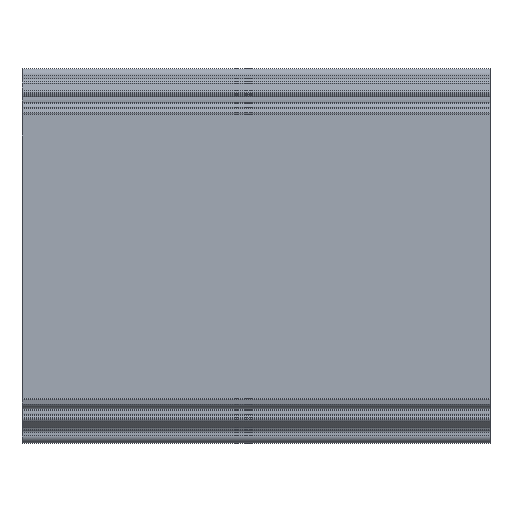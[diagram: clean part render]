
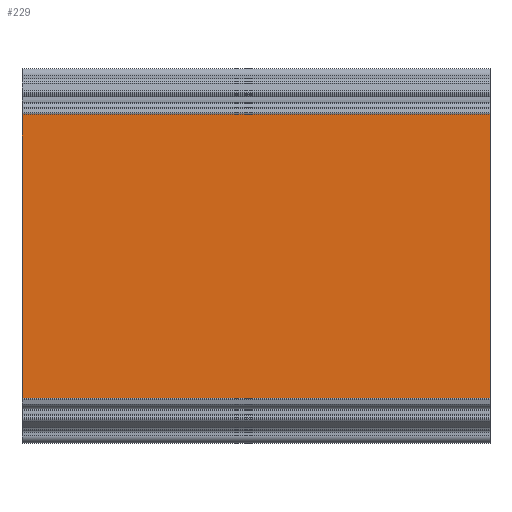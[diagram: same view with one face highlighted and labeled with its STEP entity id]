
A CAD part, top view. The second image highlights one B-rep face of the part: STEP entity #229.
In plain terms, the highlighted planar face has unit normal (0, 0, 1).
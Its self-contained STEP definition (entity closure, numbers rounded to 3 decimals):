
#229=ADVANCED_FACE('',(#496),#497,.F.);
#496=FACE_OUTER_BOUND('',#888,.T.);
#497=PLANE('',#889);
#888=EDGE_LOOP('',(#1630,#1631,#1632,#1633));
#889=AXIS2_PLACEMENT_3D('',#1634,#1635,#1636);
#1630=ORIENTED_EDGE('',*,*,#3103,.F.);
#1631=ORIENTED_EDGE('',*,*,#3104,.F.);
#1632=ORIENTED_EDGE('',*,*,#3105,.F.);
#1633=ORIENTED_EDGE('',*,*,#3101,.T.);
#1634=CARTESIAN_POINT('',(50000.0,0.,-37.7));
#1635=DIRECTION('',(0.0,0.,-1.0));
#1636=DIRECTION('',(0.0,1.0,0.));
#3101=EDGE_CURVE('',#3824,#3822,#3825,.T.);
#3103=EDGE_CURVE('',#3827,#3822,#3828,.T.);
#3104=EDGE_CURVE('',#3829,#3827,#3830,.T.);
#3105=EDGE_CURVE('',#3824,#3829,#3831,.T.);
#3822=VERTEX_POINT('',#4922);
#3824=VERTEX_POINT('',#4924);
#3825=LINE('',#4925,#4926);
#3827=VERTEX_POINT('',#4928);
#3828=LINE('',#4929,#4930);
#3829=VERTEX_POINT('',#4931);
#3830=LINE('',#4932,#4933);
#3831=LINE('',#4934,#4935);
#4922=CARTESIAN_POINT('',(-50.,33.623,-37.7));
#4924=CARTESIAN_POINT('',(50.,33.623,-37.7));
#4925=CARTESIAN_POINT('',(50000.0,33.623,-37.7));
#4926=VECTOR('',#6149,1.0);
#4928=CARTESIAN_POINT('',(-50.,-33.623,-37.7));
#4929=CARTESIAN_POINT('',(-50.,0.,-37.7));
#4930=VECTOR('',#6153,1.0);
#4931=CARTESIAN_POINT('',(50.,-33.623,-37.7));
#4932=CARTESIAN_POINT('',(50000.0,-33.623,-37.7));
#4933=VECTOR('',#6154,1.0);
#4934=CARTESIAN_POINT('',(50.,0.,-37.7));
#4935=VECTOR('',#6155,1.0);
#6149=DIRECTION('',(-1.0,0.0,0.0));
#6153=DIRECTION('',(0.0,1.0,0.));
#6154=DIRECTION('',(-1.0,0.0,0.0));
#6155=DIRECTION('',(0.0,-1.0,0.));
